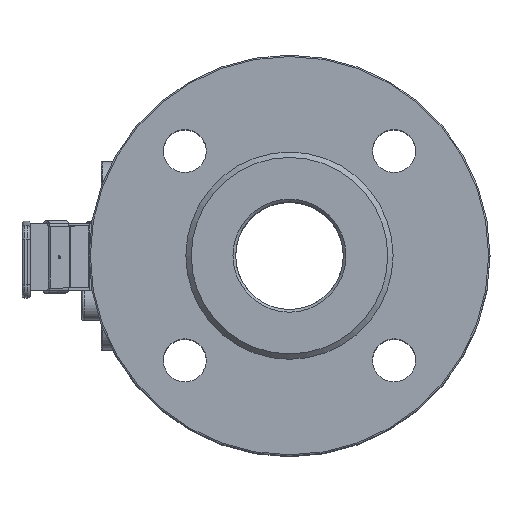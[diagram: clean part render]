
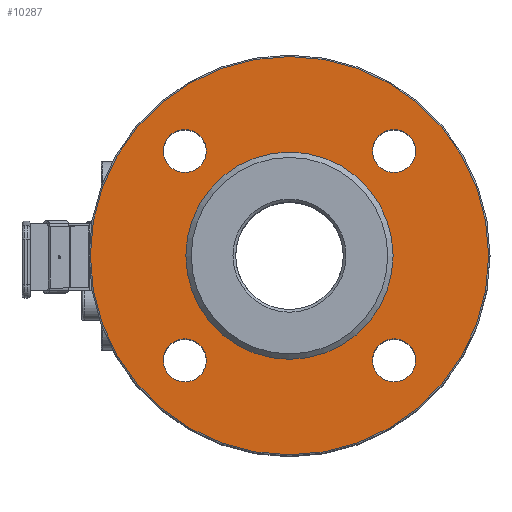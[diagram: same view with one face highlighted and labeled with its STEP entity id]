
A CAD part, top view. The second image highlights one B-rep face of the part: STEP entity #10287.
In plain terms, the highlighted planar face has unit normal (0, 0, 1).
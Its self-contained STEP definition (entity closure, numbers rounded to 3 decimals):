
#258=FACE_BOUND('',#1522,.T.);
#259=FACE_BOUND('',#1523,.T.);
#260=FACE_BOUND('',#1524,.T.);
#261=FACE_BOUND('',#1525,.T.);
#262=FACE_BOUND('',#1526,.T.);
#428=PLANE('',#11322);
#899=FACE_OUTER_BOUND('',#1521,.T.);
#1521=EDGE_LOOP('',(#7488));
#1522=EDGE_LOOP('',(#7489));
#1523=EDGE_LOOP('',(#7490));
#1524=EDGE_LOOP('',(#7491));
#1525=EDGE_LOOP('',(#7492));
#1526=EDGE_LOOP('',(#7493));
#2170=CIRCLE('',#11321,74.);
#2171=CIRCLE('',#11323,38.5);
#2172=CIRCLE('',#11324,8.);
#2173=CIRCLE('',#11325,8.);
#2174=CIRCLE('',#11326,8.);
#2175=CIRCLE('',#11327,8.);
#4547=VERTEX_POINT('',#17456);
#4548=VERTEX_POINT('',#17460);
#4549=VERTEX_POINT('',#17462);
#4550=VERTEX_POINT('',#17464);
#4551=VERTEX_POINT('',#17466);
#4552=VERTEX_POINT('',#17468);
#5626=EDGE_CURVE('',#4547,#4547,#2170,.T.);
#5627=EDGE_CURVE('',#4548,#4548,#2171,.T.);
#5628=EDGE_CURVE('',#4549,#4549,#2172,.T.);
#5629=EDGE_CURVE('',#4550,#4550,#2173,.T.);
#5630=EDGE_CURVE('',#4551,#4551,#2174,.T.);
#5631=EDGE_CURVE('',#4552,#4552,#2175,.T.);
#7488=ORIENTED_EDGE('',*,*,#5626,.F.);
#7489=ORIENTED_EDGE('',*,*,#5627,.F.);
#7490=ORIENTED_EDGE('',*,*,#5628,.F.);
#7491=ORIENTED_EDGE('',*,*,#5629,.F.);
#7492=ORIENTED_EDGE('',*,*,#5630,.F.);
#7493=ORIENTED_EDGE('',*,*,#5631,.F.);
#10287=ADVANCED_FACE('',(#899,#258,#259,#260,#261,#262),#428,.F.);
#11321=AXIS2_PLACEMENT_3D('',#17458,#12977,#12978);
#11322=AXIS2_PLACEMENT_3D('',#17459,#12979,#12980);
#11323=AXIS2_PLACEMENT_3D('',#17461,#12981,#12982);
#11324=AXIS2_PLACEMENT_3D('',#17463,#12983,#12984);
#11325=AXIS2_PLACEMENT_3D('',#17465,#12985,#12986);
#11326=AXIS2_PLACEMENT_3D('',#17467,#12987,#12988);
#11327=AXIS2_PLACEMENT_3D('',#17469,#12989,#12990);
#12977=DIRECTION('center_axis',(0.,0.,-1.));
#12978=DIRECTION('ref_axis',(1.,0.,0.));
#12979=DIRECTION('center_axis',(0.,0.,-1.));
#12980=DIRECTION('ref_axis',(-1.,0.,0.));
#12981=DIRECTION('center_axis',(0.,0.,1.));
#12982=DIRECTION('ref_axis',(-1.,0.,0.));
#12983=DIRECTION('center_axis',(0.,0.,1.));
#12984=DIRECTION('ref_axis',(1.,0.,0.));
#12985=DIRECTION('center_axis',(0.,0.,1.));
#12986=DIRECTION('ref_axis',(1.,0.,0.));
#12987=DIRECTION('center_axis',(0.,0.,1.));
#12988=DIRECTION('ref_axis',(1.,0.,0.));
#12989=DIRECTION('center_axis',(0.,0.,1.));
#12990=DIRECTION('ref_axis',(1.,0.,0.));
#17456=CARTESIAN_POINT('',(74.,0.,2.3));
#17458=CARTESIAN_POINT('Origin',(0.,0.,2.3));
#17459=CARTESIAN_POINT('Origin',(0.,0.,2.3));
#17460=CARTESIAN_POINT('',(38.5,0.,2.3));
#17461=CARTESIAN_POINT('Origin',(0.,0.,2.3));
#17462=CARTESIAN_POINT('',(30.891,-38.891,2.3));
#17463=CARTESIAN_POINT('Origin',(38.891,-38.891,2.3));
#17464=CARTESIAN_POINT('',(30.891,38.891,2.3));
#17465=CARTESIAN_POINT('Origin',(38.891,38.891,2.3));
#17466=CARTESIAN_POINT('',(-46.891,38.891,2.3));
#17467=CARTESIAN_POINT('Origin',(-38.891,38.891,2.3));
#17468=CARTESIAN_POINT('',(-46.891,-38.891,2.3));
#17469=CARTESIAN_POINT('Origin',(-38.891,-38.891,2.3));
